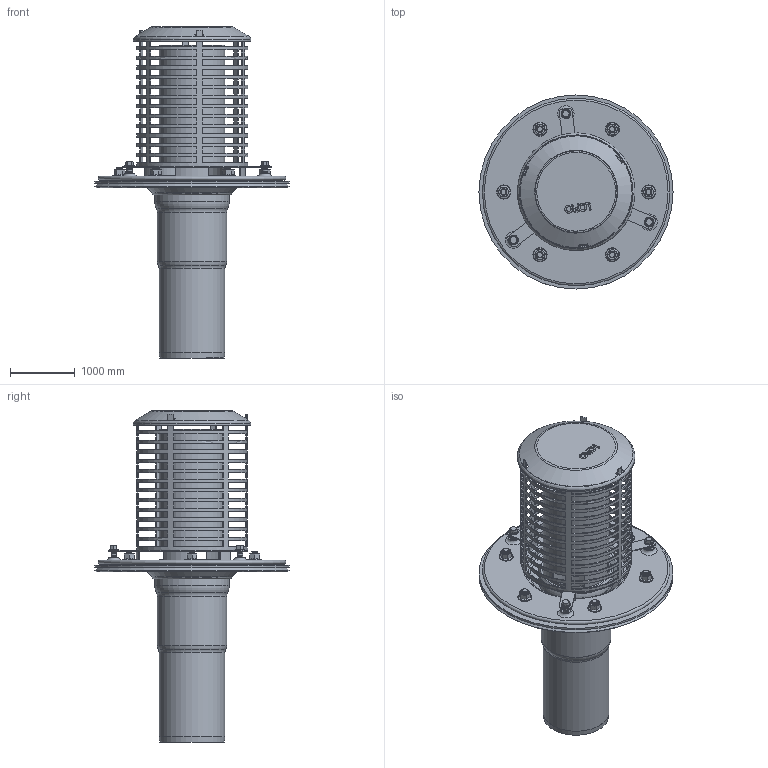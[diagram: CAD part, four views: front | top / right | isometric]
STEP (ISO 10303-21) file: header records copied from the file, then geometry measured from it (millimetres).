
FILE_DESCRIPTION(/* description */ (''),/* implementation_level */ '2;1');
FILE_NAME(/* name */ '41511.100X_3D.stp',/* time_stamp */ '2024-12-12T09:30:23+01:00',/* author */ ('CAD'),/* organization */ (''),/* preprocessor_version */ 'ST-DEVELOPER v20',/* originating_system */ 'AutoCAD Mechanical',/* authorisation */ '');
FILE_SCHEMA (('AUTOMOTIVE_DESIGN { 1 0 10303 214 3 1 1 }'));
Length unit declared in the file: centimetre
Products named in the file (3): Product; 21905100x; KORB
Assembly tree (2 placements, depth 2):
  Product
    21905100x
    KORB
Bounding box: 3000 x 3000 x 5132.44 mm (x, y, z)
Volume: 1029296059.8 mm3; surface area: 95826677.1 mm2
Topology: 28 solids, 28 shells, 952 faces, 2389 edges, 1497 vertices
Faces by surface type: plane 494, cone 315, cylinder 86, torus 53, sphere 3, bspline 1
Full cylindrical faces by diameter (mm): 60 x3, 70 x6, 80 x15, 83.76 x6, 160 x12, 992 x2, 1016 x3, 1054 x1, 1078 x1, 1134 x2, 1158 x2, 1600 x1, 1690 x2, 1720 x2, 1790 x1, 1820 x1, 3000 x1
Entity records: 29720 total; most frequent: CARTESIAN_POINT 5937, DIRECTION 5127, ORIENTED_EDGE 4776, EDGE_CURVE 2388, AXIS2_PLACEMENT_3D 1984, VERTEX_POINT 1497, EDGE_LOOP 1197, LINE 1159
